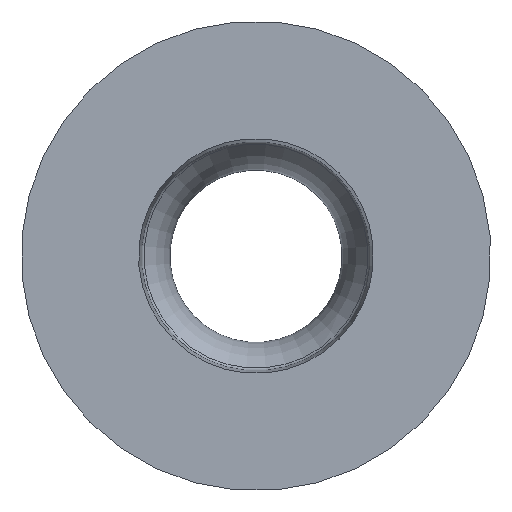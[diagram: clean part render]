
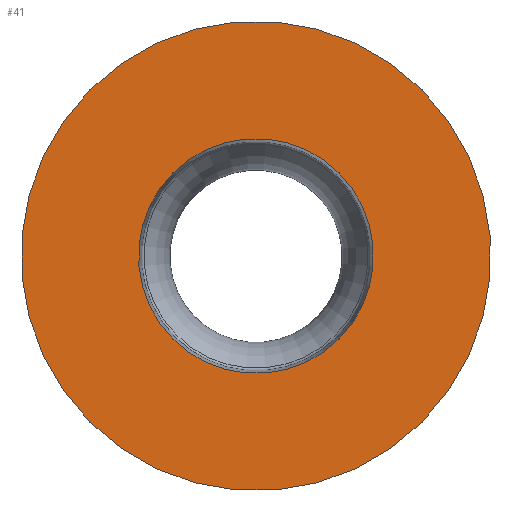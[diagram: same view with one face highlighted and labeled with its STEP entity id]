
A CAD part, top view. The second image highlights one B-rep face of the part: STEP entity #41.
In plain terms, the highlighted planar face has unit normal (0, 0, 1).
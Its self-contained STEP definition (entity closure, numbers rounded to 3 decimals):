
#41=ADVANCED_FACE('',(#51,#52),#48,.F.);
#48=PLANE('',#148);
#51=FACE_BOUND('',#65,.T.);
#52=FACE_BOUND('',#66,.T.);
#65=EDGE_LOOP('',(#79));
#66=EDGE_LOOP('',(#80));
#79=ORIENTED_EDGE('',*,*,#100,.F.);
#80=ORIENTED_EDGE('',*,*,#101,.T.);
#93=VERTEX_POINT('',#205);
#94=VERTEX_POINT('',#207);
#100=EDGE_CURVE('',#93,#93,#115,.T.);
#101=EDGE_CURVE('',#94,#94,#116,.T.);
#115=CIRCLE('',#146,3.);
#116=CIRCLE('',#147,6.);
#146=AXIS2_PLACEMENT_3D('',#204,#171,#172);
#147=AXIS2_PLACEMENT_3D('',#206,#173,#174);
#148=AXIS2_PLACEMENT_3D('',#208,#175,#176);
#171=DIRECTION('',(0.,0.,1.));
#172=DIRECTION('',(0.707,-0.707,0.));
#173=DIRECTION('',(0.,0.,1.));
#174=DIRECTION('',(0.707,-0.707,0.));
#175=DIRECTION('',(0.,0.,-1.));
#176=DIRECTION('',(-0.707,0.707,0.));
#204=CARTESIAN_POINT('',(6.,6.,0.));
#205=CARTESIAN_POINT('',(8.121,3.879,0.));
#206=CARTESIAN_POINT('',(6.,6.,0.));
#207=CARTESIAN_POINT('',(10.243,1.757,0.));
#208=CARTESIAN_POINT('',(6.,6.,0.));
